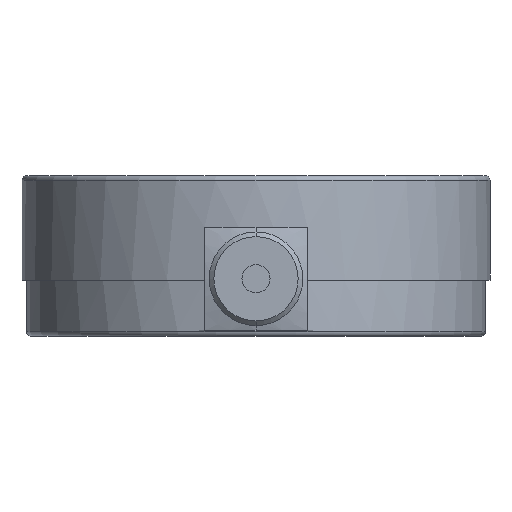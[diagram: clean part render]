
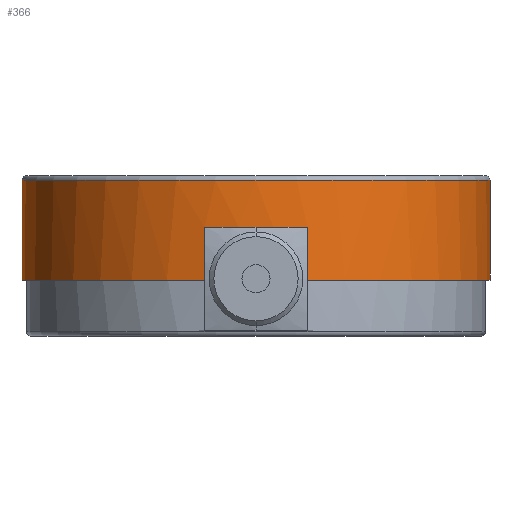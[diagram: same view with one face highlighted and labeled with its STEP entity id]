
A CAD part, front view. The second image highlights one B-rep face of the part: STEP entity #366.
In plain terms, the highlighted cylindrical face has radius 50 mm (diameter 100 mm), a partial arc.
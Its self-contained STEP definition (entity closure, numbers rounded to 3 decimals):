
#1 = CARTESIAN_POINT ( 'NONE',  ( -50., 0., -1.732 ) ) ;
#21 = CARTESIAN_POINT ( 'NONE',  ( 11., -48.775, -11.732 ) ) ;
#23 = CARTESIAN_POINT ( 'NONE',  ( -11., -48.775, -23. ) ) ;
#27 = CARTESIAN_POINT ( 'NONE',  ( -11., -48.775, -11.732 ) ) ;
#33 = CARTESIAN_POINT ( 'NONE',  ( 50., 0., -1.732 ) ) ;
#45 = CARTESIAN_POINT ( 'NONE',  ( 11., -48.775, -23. ) ) ;
#118 = EDGE_LOOP ( 'NONE', ( #350, #351, #353, #352, #163, #164, #165, #166 ) ) ;
#148 = VERTEX_POINT ( 'NONE', #21 ) ;
#150 = VERTEX_POINT ( 'NONE', #23 ) ;
#154 = VERTEX_POINT ( 'NONE', #27 ) ;
#160 = VERTEX_POINT ( 'NONE', #33 ) ;
#163 = ORIENTED_EDGE ( 'NONE', *, *, #454, .F. ) ;
#164 = ORIENTED_EDGE ( 'NONE', *, *, #465, .F. ) ;
#165 = ORIENTED_EDGE ( 'NONE', *, *, #463, .F. ) ;
#166 = ORIENTED_EDGE ( 'NONE', *, *, #468, .F. ) ;
#242 = VERTEX_POINT ( 'NONE', #45 ) ;
#269 = VERTEX_POINT ( 'NONE', #1 ) ;
#271 = VERTEX_POINT ( 'NONE', #915 ) ;
#344 = VERTEX_POINT ( 'NONE', #926 ) ;
#350 = ORIENTED_EDGE ( 'NONE', *, *, #448, .F. ) ;
#351 = ORIENTED_EDGE ( 'NONE', *, *, #466, .T. ) ;
#352 = ORIENTED_EDGE ( 'NONE', *, *, #467, .F. ) ;
#353 = ORIENTED_EDGE ( 'NONE', *, *, #450, .T. ) ;
#366 = ADVANCED_FACE ( 'NONE', ( #1192 ), #1200, .T. ) ;
#448 = EDGE_CURVE ( 'NONE', #160, #271, #1719, .T. ) ;
#450 = EDGE_CURVE ( 'NONE', #269, #344, #1723, .T. ) ;
#454 = EDGE_CURVE ( 'NONE', #154, #150, #1730, .T. ) ;
#463 = EDGE_CURVE ( 'NONE', #242, #148, #1747, .T. ) ;
#465 = EDGE_CURVE ( 'NONE', #148, #154, #1751, .T. ) ;
#466 = EDGE_CURVE ( 'NONE', #160, #269, #1749, .T. ) ;
#467 = EDGE_CURVE ( 'NONE', #150, #344, #1752, .T. ) ;
#468 = EDGE_CURVE ( 'NONE', #271, #242, #1753, .T. ) ;
#595 = AXIS2_PLACEMENT_3D ( 'NONE', #990, #979, #998 ) ;
#915 = CARTESIAN_POINT ( 'NONE',  ( 50., 0., -23. ) ) ;
#926 = CARTESIAN_POINT ( 'NONE',  ( -50., 0., -23. ) ) ;
#979 = DIRECTION ( 'NONE',  ( 0., 0., -1. ) ) ;
#990 = CARTESIAN_POINT ( 'NONE',  ( 0., 0., 0. ) ) ;
#998 = DIRECTION ( 'NONE',  ( -1., 0., 0. ) ) ;
#1184 = DIRECTION ( 'NONE',  ( 1., 0., 0. ) ) ;
#1192 = FACE_OUTER_BOUND ( 'NONE', #118, .T. ) ;
#1200 = CYLINDRICAL_SURFACE ( 'NONE', #595, 50. ) ;
#1397 = AXIS2_PLACEMENT_3D ( 'NONE', #1677, #1678, #1679 ) ;
#1398 = AXIS2_PLACEMENT_3D ( 'NONE', #1681, #1682, #1184 ) ;
#1399 = AXIS2_PLACEMENT_3D ( 'NONE', #1955, #1956, #1957 ) ;
#1400 = AXIS2_PLACEMENT_3D ( 'NONE', #1958, #1959, #1960 ) ;
#1620 = CARTESIAN_POINT ( 'NONE',  ( 50., 0., 0. ) ) ;
#1625 = DIRECTION ( 'NONE',  ( 0., 0., -1. ) ) ;
#1627 = DIRECTION ( 'NONE',  ( 0., 0., -1. ) ) ;
#1630 = CARTESIAN_POINT ( 'NONE',  ( -50., 0., 0. ) ) ;
#1648 = CARTESIAN_POINT ( 'NONE',  ( -11., -48.775, 0. ) ) ;
#1649 = DIRECTION ( 'NONE',  ( 0., 0., -1. ) ) ;
#1671 = CARTESIAN_POINT ( 'NONE',  ( 11., -48.775, 0. ) ) ;
#1672 = DIRECTION ( 'NONE',  ( 0., 0., 1. ) ) ;
#1677 = CARTESIAN_POINT ( 'NONE',  ( 0., 0., -11.732 ) ) ;
#1678 = DIRECTION ( 'NONE',  ( 0., 0., -1. ) ) ;
#1679 = DIRECTION ( 'NONE',  ( 1., 0., 0. ) ) ;
#1681 = CARTESIAN_POINT ( 'NONE',  ( 0., 0., -1.732 ) ) ;
#1682 = DIRECTION ( 'NONE',  ( 0., 0., -1. ) ) ;
#1719 = LINE ( 'NONE', #1620, #1726 ) ;
#1723 = LINE ( 'NONE', #1630, #1729 ) ;
#1726 = VECTOR ( 'NONE', #1627, 1000. ) ;
#1729 = VECTOR ( 'NONE', #1625, 1000. ) ;
#1730 = LINE ( 'NONE', #1648, #1735 ) ;
#1735 = VECTOR ( 'NONE', #1649, 1000. ) ;
#1747 = LINE ( 'NONE', #1671, #1750 ) ;
#1749 = CIRCLE ( 'NONE', #1398, 50. ) ;
#1750 = VECTOR ( 'NONE', #1672, 1000. ) ;
#1751 = CIRCLE ( 'NONE', #1397, 50. ) ;
#1752 = CIRCLE ( 'NONE', #1399, 50. ) ;
#1753 = CIRCLE ( 'NONE', #1400, 50. ) ;
#1955 = CARTESIAN_POINT ( 'NONE',  ( 0., 0., -23. ) ) ;
#1956 = DIRECTION ( 'NONE',  ( 0., 0., -1. ) ) ;
#1957 = DIRECTION ( 'NONE',  ( -1., 0., 0. ) ) ;
#1958 = CARTESIAN_POINT ( 'NONE',  ( 0., 0., -23. ) ) ;
#1959 = DIRECTION ( 'NONE',  ( 0., 0., -1. ) ) ;
#1960 = DIRECTION ( 'NONE',  ( -1., 0., 0. ) ) ;
